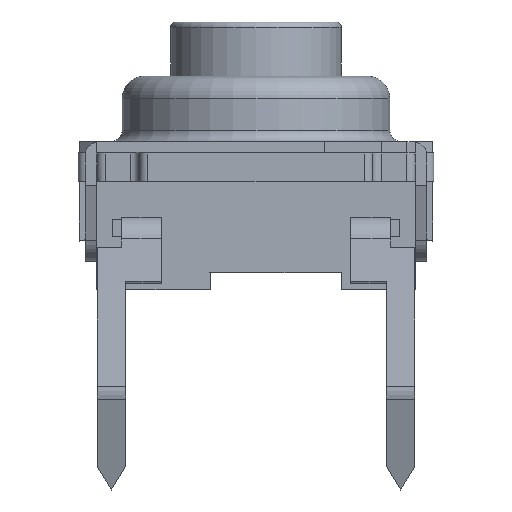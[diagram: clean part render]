
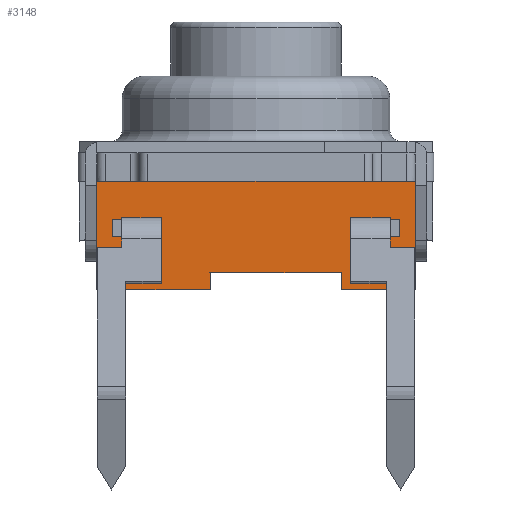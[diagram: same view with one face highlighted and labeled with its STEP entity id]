
A CAD part, front view. The second image highlights one B-rep face of the part: STEP entity #3148.
In plain terms, the highlighted planar face has unit normal (0, -1, 0).
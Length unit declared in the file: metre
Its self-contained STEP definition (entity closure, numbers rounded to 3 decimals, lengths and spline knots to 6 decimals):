
#1746 = EDGE_CURVE( '', #5103, #5104, #5105, .T. );
#2056 = EDGE_CURVE( '', #5649, #5650, #5651, .T. );
#2126 = EDGE_CURVE( '', #5773, #5774, #5775, .T. );
#2192 = EDGE_CURVE( '', #5104, #5884, #5885, .T. );
#2214 = EDGE_CURVE( '', #5103, #5923, #5924, .T. );
#2456 = EDGE_CURVE( '', #6187, #6149, #6307, .T. );
#2580 = EDGE_CURVE( '', #5923, #6502, #6503, .T. );
#2842 = EDGE_CURVE( '', #6892, #6807, #6893, .T. );
#2862 = EDGE_CURVE( '', #5582, #6920, #6921, .T. );
#3148 = ADVANCED_FACE( '', ( #7319, #7320, #7321 ), #7322, .T. );
#3166 = EDGE_CURVE( '', #7347, #6207, #7348, .T. );
#3198 = EDGE_CURVE( '', #5123, #7393, #7394, .T. );
#3472 = EDGE_CURVE( '', #5884, #6030, #7763, .T. );
#3828 = EDGE_CURVE( '', #6187, #5773, #8218, .T. );
#3880 = EDGE_CURVE( '', #5123, #7347, #8284, .T. );
#4030 = EDGE_CURVE( '', #5649, #6502, #8467, .T. );
#4146 = EDGE_CURVE( '', #5774, #5582, #8609, .T. );
#4202 = EDGE_CURVE( '', #6807, #6207, #8674, .T. );
#4540 = EDGE_CURVE( '', #6030, #5650, #9072, .T. );
#4938 = EDGE_CURVE( '', #6149, #6920, #9528, .T. );
#4948 = EDGE_CURVE( '', #7393, #6892, #9538, .T. );
#5103 = VERTEX_POINT( '', #9733 );
#5104 = VERTEX_POINT( '', #9734 );
#5105 = LINE( '', #9735, #9736 );
#5123 = VERTEX_POINT( '', #9763 );
#5582 = VERTEX_POINT( '', #10389 );
#5649 = VERTEX_POINT( '', #10479 );
#5650 = VERTEX_POINT( '', #10480 );
#5651 = LINE( '', #10481, #10482 );
#5773 = VERTEX_POINT( '', #10650 );
#5774 = VERTEX_POINT( '', #10651 );
#5775 = LINE( '', #10652, #10653 );
#5884 = VERTEX_POINT( '', #10817 );
#5885 = LINE( '', #10818, #10819 );
#5923 = VERTEX_POINT( '', #10873 );
#5924 = LINE( '', #10874, #10875 );
#6030 = VERTEX_POINT( '', #11022 );
#6149 = VERTEX_POINT( '', #11184 );
#6187 = VERTEX_POINT( '', #11241 );
#6207 = VERTEX_POINT( '', #11269 );
#6307 = LINE( '', #11413, #11414 );
#6502 = VERTEX_POINT( '', #11703 );
#6503 = LINE( '', #11704, #11705 );
#6807 = VERTEX_POINT( '', #12148 );
#6892 = VERTEX_POINT( '', #12268 );
#6893 = LINE( '', #12269, #12270 );
#6920 = VERTEX_POINT( '', #12308 );
#6921 = LINE( '', #12309, #12310 );
#7319 = FACE_OUTER_BOUND( '', #12906, .T. );
#7320 = FACE_BOUND( '', #12907, .T. );
#7321 = FACE_BOUND( '', #12908, .T. );
#7322 = PLANE( '', #12909 );
#7347 = VERTEX_POINT( '', #12943 );
#7348 = LINE( '', #12944, #12945 );
#7393 = VERTEX_POINT( '', #13013 );
#7394 = LINE( '', #13014, #13015 );
#7763 = LINE( '', #13547, #13548 );
#8218 = LINE( '', #14248, #14249 );
#8284 = LINE( '', #14344, #14345 );
#8467 = LINE( '', #14637, #14638 );
#8609 = LINE( '', #14851, #14852 );
#8674 = LINE( '', #14956, #14957 );
#9072 = LINE( '', #15593, #15594 );
#9528 = LINE( '', #16333, #16334 );
#9538 = LINE( '', #16352, #16353 );
#9733 = CARTESIAN_POINT( '', ( 0.0028, -0.0031, 0.0019 ) );
#9734 = CARTESIAN_POINT( '', ( 0.0028, -0.0031, 0. ) );
#9735 = CARTESIAN_POINT( '', ( 0.0028, -0.0031, 0.0019 ) );
#9736 = VECTOR( '', #16465, 1. );
#9763 = CARTESIAN_POINT( '', ( -0.00166, -0.0031, 0.000925 ) );
#10389 = CARTESIAN_POINT( '', ( 0.00236, -0.0031, 0.00101 ) );
#10479 = CARTESIAN_POINT( '', ( -0.0008, -0.0031, 0. ) );
#10480 = CARTESIAN_POINT( '', ( -0.0008, -0.0031, 0.0003 ) );
#10481 = CARTESIAN_POINT( '', ( -0.0008, -0.0031, 0. ) );
#10482 = VECTOR( '', #17040, 1. );
#10650 = CARTESIAN_POINT( '', ( 0.00252, -0.0031, 0.001225 ) );
#10651 = CARTESIAN_POINT( '', ( 0.00236, -0.0031, 0.001225 ) );
#10652 = CARTESIAN_POINT( '', ( 0.00252, -0.0031, 0.001225 ) );
#10653 = VECTOR( '', #17149, 1. );
#10817 = CARTESIAN_POINT( '', ( 0.0015, -0.0031, 0. ) );
#10818 = CARTESIAN_POINT( '', ( 0.0028, -0.0031, 0. ) );
#10819 = VECTOR( '', #17277, 1. );
#10873 = CARTESIAN_POINT( '', ( -0.0028, -0.0031, 0.0019 ) );
#10874 = CARTESIAN_POINT( '', ( -0.001983, -0.0031, 0.0019 ) );
#10875 = VECTOR( '', #17308, 1. );
#11022 = CARTESIAN_POINT( '', ( 0.0015, -0.0031, 0.0003 ) );
#11184 = CARTESIAN_POINT( '', ( 0.00166, -0.0031, 0.000925 ) );
#11241 = CARTESIAN_POINT( '', ( 0.00252, -0.0031, 0.000925 ) );
#11269 = CARTESIAN_POINT( '', ( -0.00252, -0.0031, 0.001225 ) );
#11413 = CARTESIAN_POINT( '', ( 0.00252, -0.0031, 0.000925 ) );
#11414 = VECTOR( '', #17754, 1. );
#11703 = CARTESIAN_POINT( '', ( -0.0028, -0.0031, 0. ) );
#11704 = CARTESIAN_POINT( '', ( -0.0028, -0.0031, 0.0019 ) );
#11705 = VECTOR( '', #17999, 1. );
#12148 = CARTESIAN_POINT( '', ( -0.00236, -0.0031, 0.001225 ) );
#12268 = CARTESIAN_POINT( '', ( -0.00236, -0.0031, 0.00101 ) );
#12269 = CARTESIAN_POINT( '', ( -0.00236, -0.0031, 0.001198 ) );
#12270 = VECTOR( '', #18461, 1. );
#12308 = CARTESIAN_POINT( '', ( 0.00166, -0.0031, 0.00101 ) );
#12309 = CARTESIAN_POINT( '', ( -0.00118, -0.0031, 0.00101 ) );
#12310 = VECTOR( '', #18497, 1. );
#12906 = EDGE_LOOP( '', ( #18976, #18977, #18978, #18979, #18980, #18981, #18982, #18983 ) );
#12907 = EDGE_LOOP( '', ( #18984, #18985, #18986, #18987, #18988, #18989 ) );
#12908 = EDGE_LOOP( '', ( #18990, #18991, #18992, #18993, #18994, #18995 ) );
#12909 = AXIS2_PLACEMENT_3D( '', #18996, #18997, #18998 );
#12943 = CARTESIAN_POINT( '', ( -0.00252, -0.0031, 0.000925 ) );
#12944 = CARTESIAN_POINT( '', ( -0.00252, -0.0031, 0.000925 ) );
#12945 = VECTOR( '', #19034, 1. );
#13013 = CARTESIAN_POINT( '', ( -0.00166, -0.0031, 0.00101 ) );
#13014 = CARTESIAN_POINT( '', ( -0.00166, -0.0031, 0.000925 ) );
#13015 = VECTOR( '', #19082, 1. );
#13547 = CARTESIAN_POINT( '', ( 0.0015, -0.0031, 0. ) );
#13548 = VECTOR( '', #19690, 1. );
#14248 = CARTESIAN_POINT( '', ( 0.00252, -0.0031, 0.000925 ) );
#14249 = VECTOR( '', #20259, 1. );
#14344 = CARTESIAN_POINT( '', ( -0.00166, -0.0031, 0.000925 ) );
#14345 = VECTOR( '', #20358, 1. );
#14637 = CARTESIAN_POINT( '', ( -0.0008, -0.0031, 0. ) );
#14638 = VECTOR( '', #20620, 1. );
#14851 = CARTESIAN_POINT( '', ( 0.00236, -0.0031, 0.001198 ) );
#14852 = VECTOR( '', #20824, 1. );
#14956 = CARTESIAN_POINT( '', ( -0.00236, -0.0031, 0.001225 ) );
#14957 = VECTOR( '', #20913, 1. );
#15593 = CARTESIAN_POINT( '', ( 0.0015, -0.0031, 0.0003 ) );
#15594 = VECTOR( '', #21403, 1. );
#16333 = CARTESIAN_POINT( '', ( 0.00166, -0.0031, 0.000925 ) );
#16334 = VECTOR( '', #22036, 1. );
#16352 = CARTESIAN_POINT( '', ( -0.00118, -0.0031, 0.00101 ) );
#16353 = VECTOR( '', #22043, 1. );
#16465 = DIRECTION( '', ( 0., 0., -1. ) );
#17040 = DIRECTION( '', ( 0., 0., 1. ) );
#17149 = DIRECTION( '', ( -1., 0., 0. ) );
#17277 = DIRECTION( '', ( -1., 0., 0. ) );
#17308 = DIRECTION( '', ( -1., 0., 0. ) );
#17754 = DIRECTION( '', ( -1., 0., 0. ) );
#17999 = DIRECTION( '', ( 0., 0., -1. ) );
#18461 = DIRECTION( '', ( 0., 0., 1. ) );
#18497 = DIRECTION( '', ( -1., 0., 0. ) );
#18976 = ORIENTED_EDGE( '', *, *, #2580, .T. );
#18977 = ORIENTED_EDGE( '', *, *, #4030, .F. );
#18978 = ORIENTED_EDGE( '', *, *, #2056, .T. );
#18979 = ORIENTED_EDGE( '', *, *, #4540, .F. );
#18980 = ORIENTED_EDGE( '', *, *, #3472, .F. );
#18981 = ORIENTED_EDGE( '', *, *, #2192, .F. );
#18982 = ORIENTED_EDGE( '', *, *, #1746, .F. );
#18983 = ORIENTED_EDGE( '', *, *, #2214, .T. );
#18984 = ORIENTED_EDGE( '', *, *, #2842, .F. );
#18985 = ORIENTED_EDGE( '', *, *, #4948, .F. );
#18986 = ORIENTED_EDGE( '', *, *, #3198, .F. );
#18987 = ORIENTED_EDGE( '', *, *, #3880, .T. );
#18988 = ORIENTED_EDGE( '', *, *, #3166, .T. );
#18989 = ORIENTED_EDGE( '', *, *, #4202, .F. );
#18990 = ORIENTED_EDGE( '', *, *, #2862, .F. );
#18991 = ORIENTED_EDGE( '', *, *, #4146, .F. );
#18992 = ORIENTED_EDGE( '', *, *, #2126, .F. );
#18993 = ORIENTED_EDGE( '', *, *, #3828, .F. );
#18994 = ORIENTED_EDGE( '', *, *, #2456, .T. );
#18995 = ORIENTED_EDGE( '', *, *, #4938, .T. );
#18996 = CARTESIAN_POINT( '', ( 0.0028, -0.0031, 0.0019 ) );
#18997 = DIRECTION( '', ( 0., -1., 0. ) );
#18998 = DIRECTION( '', ( -1., 0., 0. ) );
#19034 = DIRECTION( '', ( 0., 0., 1. ) );
#19082 = DIRECTION( '', ( 0., 0., 1. ) );
#19690 = DIRECTION( '', ( 0., 0., 1. ) );
#20259 = DIRECTION( '', ( 0., 0., 1. ) );
#20358 = DIRECTION( '', ( -1., 0., 0. ) );
#20620 = DIRECTION( '', ( -1., 0., 0. ) );
#20824 = DIRECTION( '', ( 0., 0., -1. ) );
#20913 = DIRECTION( '', ( -1., 0., 0. ) );
#21403 = DIRECTION( '', ( -1., 0., 0. ) );
#22036 = DIRECTION( '', ( 0., 0., 1. ) );
#22043 = DIRECTION( '', ( -1., 0., 0. ) );
